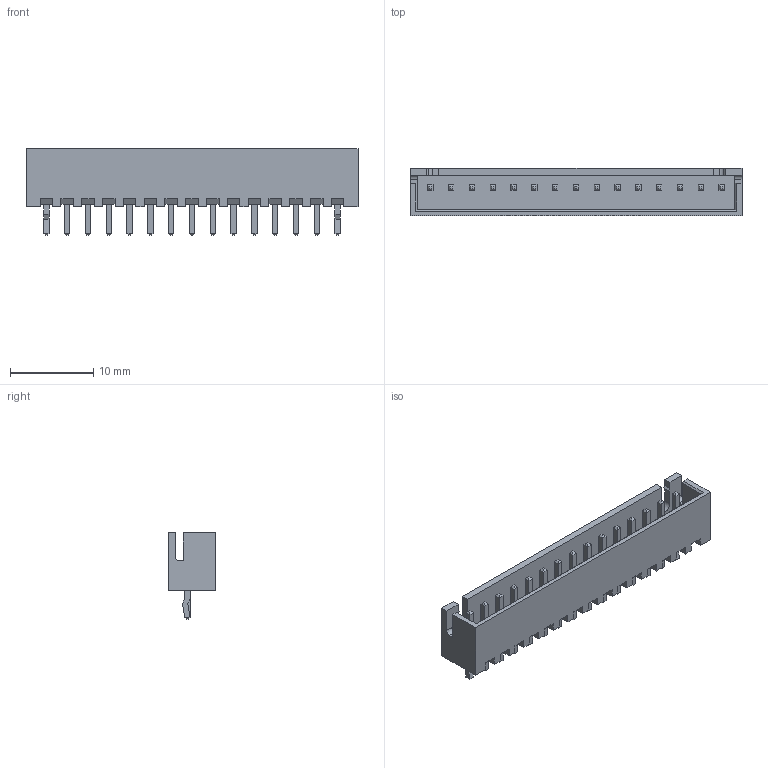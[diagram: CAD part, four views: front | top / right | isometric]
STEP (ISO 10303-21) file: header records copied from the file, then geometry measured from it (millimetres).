
FILE_DESCRIPTION(/* description */ ('model of JST_XH_B15B-XH-A_15x2.50mm_Straight.'),/* implementation_level */ FILE_NAME(/* name */ 'JST_XH_B15B-XH-A_15x2.50mm_Straight..stp',/* time_stamp */ '2017-02-23T14:29:27',/* author */ ('Rene Poeschl',''),/* organization */ (''),/* preprocessor_version */ '',/* originating_system */ '',/* authorisation */ '');
FILE_NAME(/* name */ 'JST_XH_B15B-XH-A_15x2.50mm_Straight..stp',/* time_stamp */ '2017-02-23T14:29:27',/* author */ ('Rene Poeschl',''),/* organization */ (''),/* preprocessor_version */ '',/* originating_system */ '',/* authorisation */ '');
FILE_SCHEMA(('AUTOMOTIVE_DESIGN_CC2 { 1 2 10303 214 -1 1 5 4 }'));
Length unit declared in the file: millimetre
Products named in the file (1): B15B_XH_A
Bounding box: 39.9 x 5.75 x 10.4 mm (x, y, z)
Volume: 747.3 mm3; surface area: 1888.4 mm2
Topology: 1 solids, 1 shells, 405 faces, 1007 edges, 634 vertices
Faces by surface type: plane 401, cylinder 4
Entity records: 27301 total; most frequent: CARTESIAN_POINT 4350, DIRECTION 3562, LINE 2728, VECTOR 2728, ORIENTED_EDGE 2014, PCURVE 2014, DEFINITIONAL_REPRESENTATION 2014, EDGE_CURVE 1007
